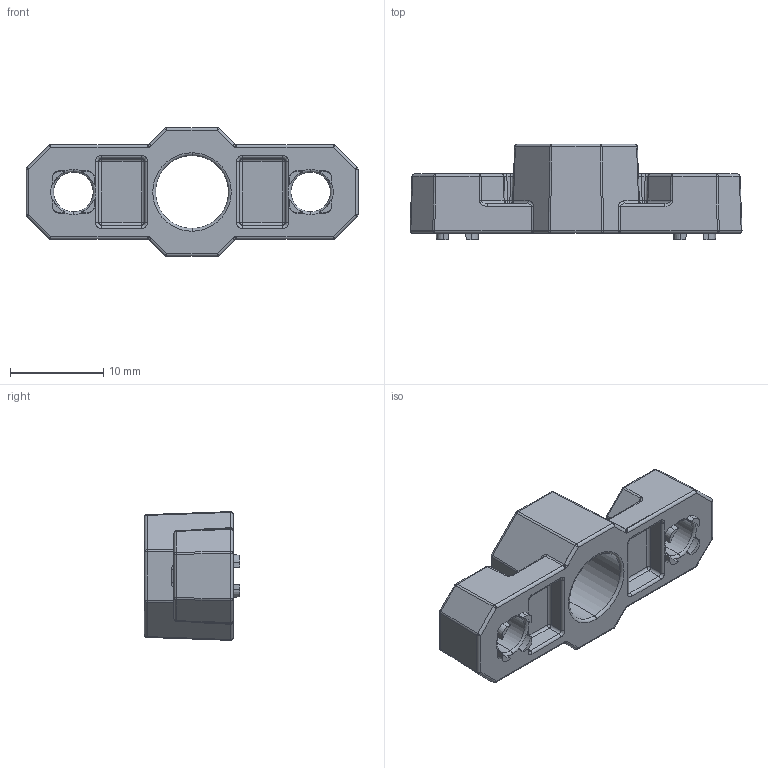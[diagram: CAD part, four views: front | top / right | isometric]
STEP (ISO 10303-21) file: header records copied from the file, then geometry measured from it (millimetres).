
FILE_DESCRIPTION (( 'STEP AP203' ), '1' );
FILE_NAME ('276-3521-000 Rev 2.STEP', '2014-01-09T16:42:28', ( '' ), ( '' ), 'SwSTEP 2.0', 'SolidWorks 2013', '' );
FILE_SCHEMA (( 'CONFIG_CONTROL_DESIGN' ));
Length unit declared in the file: millimetre
Products named in the file (1): 276-3521-000 Rev 2
Bounding box: 35.54 x 10.21 x 13.78 mm (x, y, z)
Volume: 1891.7 mm3; surface area: 1789.3 mm2
Topology: 1 solids, 1 shells, 377 faces, 921 edges, 494 vertices
Faces by surface type: cylinder 154, plane 88, sphere 60, bspline 47, cone 16, torus 12
Entity records: 11100 total; most frequent: CARTESIAN_POINT 2838, DIRECTION 1760, ORIENTED_EDGE 1738, EDGE_CURVE 869, AXIS2_PLACEMENT_3D 688, VERTEX_POINT 494, LINE 384, VECTOR 384
